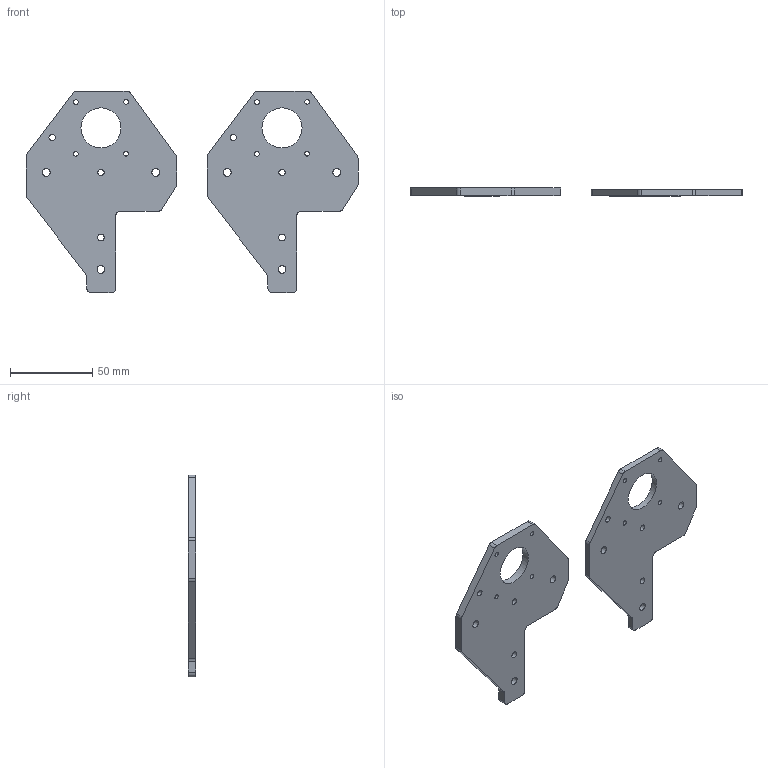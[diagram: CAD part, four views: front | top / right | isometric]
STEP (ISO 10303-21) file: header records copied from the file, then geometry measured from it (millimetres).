
FILE_DESCRIPTION(/* description */ (''),/* implementation_level */ '2;1');
FILE_NAME(/* name */ 'X Motor Bracket v2.step',/* time_stamp */ '2017-02-18T18:12:32-05:00',/* author */ (''),/* organization */ (''),/* preprocessor_version */ 'ST-DEVELOPER v16.5',/* originating_system */ 'Autodesk Translation Framework v5.2.0.2920',/* authorisation */ '');
FILE_SCHEMA (('AUTOMOTIVE_DESIGN { 1 0 10303 214 3 1 1 }'));
Length unit declared in the file: millimetre
Products named in the file (1): X Motor Bracket v2
Bounding box: 201.66 x 4.8 x 122.57 mm (x, y, z)
Volume: 53865.3 mm3; surface area: 29876.1 mm2
Topology: 2 solids, 2 shells, 70 faces, 198 edges, 132 vertices
Faces by surface type: cylinder 44, plane 26
Full cylindrical faces by diameter (mm): 2.85 x8, 3.8 x4, 4.031 x2, 4.75 x6, 24.349 x2
Entity records: 2309 total; most frequent: DIRECTION 406, CARTESIAN_POINT 379, ORIENTED_EDGE 352, EDGE_CURVE 176, AXIS2_PLACEMENT_3D 159, EDGE_LOOP 136, VERTEX_POINT 132, LINE 88
